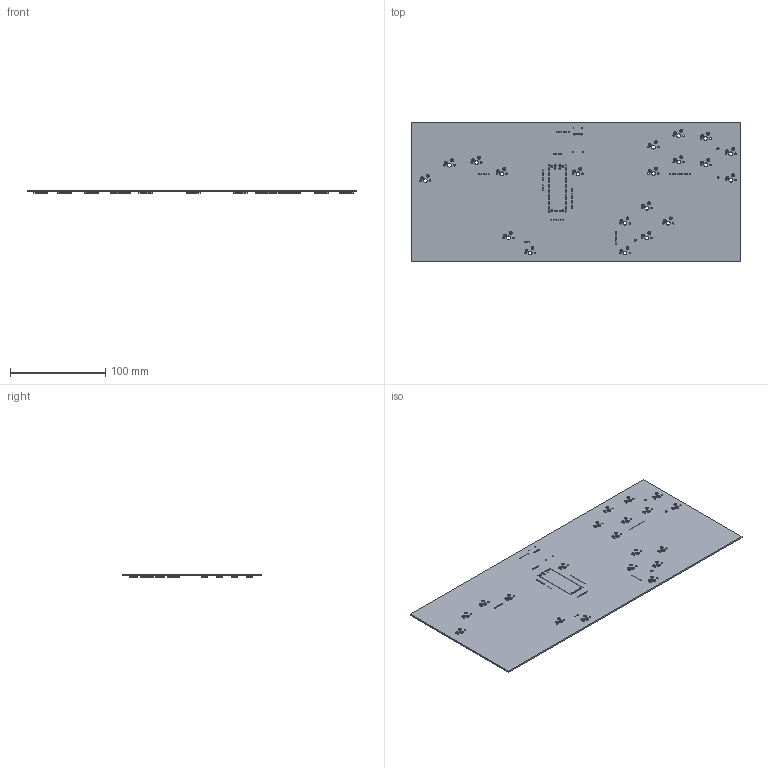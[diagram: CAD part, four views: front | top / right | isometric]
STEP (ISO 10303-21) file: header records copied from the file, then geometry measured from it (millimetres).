
FILE_DESCRIPTION(('KiCad electronic assembly'),'2;1');
FILE_NAME('OpenRectangle.step','2023-01-09T23:55:20',('Pcbnew'),('Kicad' ),'Open CASCADE STEP processor 7.6','KiCad to STEP converter', 'Unknown');
FILE_SCHEMA(('AUTOMOTIVE_DESIGN { 1 0 10303 214 1 1 1 1 }'));
Length unit declared in the file: millimetre
Products named in the file (4): OpenRectangle 1; HS_Kailh_MX; COMPOUND; OpenRectangle PCB
Assembly tree (22 placements, depth 3):
  OpenRectangle 1
    HS_Kailh_MX  x20
      COMPOUND
    OpenRectangle PCB
Bounding box: 345.54 x 146.49 x 3.47 mm (x, y, z)
Volume: 81636.8 mm3; surface area: 109343 mm2
Topology: 61 solids, 61 shells, 8953 faces, 22213 edges, 13642 vertices
Faces by surface type: bspline 8700, cylinder 237, plane 16
Full cylindrical faces by diameter (mm): 0.4 x12, 0.6 x2, 0.65 x1, 1 x56, 1.1 x45, 1.5 x4, 1.75 x40, 2.1 x4, 2.2 x3, 3 x40, 3.988 x20
Entity records: 45639 total; most frequent: CARTESIAN_POINT 15137, ORIENTED_EDGE 3652, PCURVE 3652, DEFINITIONAL_REPRESENTATION 3652, DIRECTION 3285, B_SPLINE_CURVE_WITH_KNOTS 2870, EDGE_CURVE 1826, SURFACE_CURVE 1589
